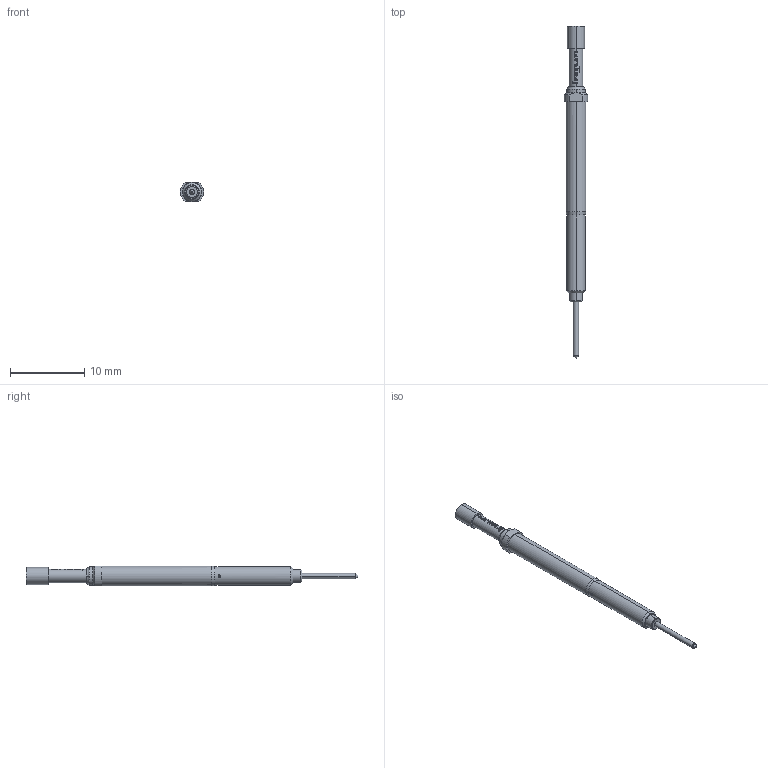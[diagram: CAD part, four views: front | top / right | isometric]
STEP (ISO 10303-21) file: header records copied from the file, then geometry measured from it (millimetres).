
FILE_DESCRIPTION (( 'STEP AP203' ), '1' );
FILE_NAME ('INGUN_SKS-463_303_230_A_xx02_MF.STEP', '2022-02-16T13:19:19', ( 'ochi' ), ( '' ), 'SwSTEP 2.0', 'SolidWorks 2018', '' );
FILE_SCHEMA (( 'CONFIG_CONTROL_DESIGN' ));
Length unit declared in the file: millimetre
Products named in the file (1): INGUN_SKS-463_303_230_A_xx02_MF
Bounding box: 3.19 x 44.8 x 2.65 mm (x, y, z)
Volume: 177.5 mm3; surface area: 316.7 mm2
Topology: 1 solids, 1 shells, 131 faces, 348 edges, 225 vertices
Faces by surface type: plane 54, cylinder 35, bspline 26, cone 12, torus 4
Entity records: 4743 total; most frequent: CARTESIAN_POINT 1569, ORIENTED_EDGE 692, DIRECTION 594, EDGE_CURVE 346, AXIS2_PLACEMENT_3D 240, VERTEX_POINT 225, EDGE_LOOP 139, CIRCLE 134
